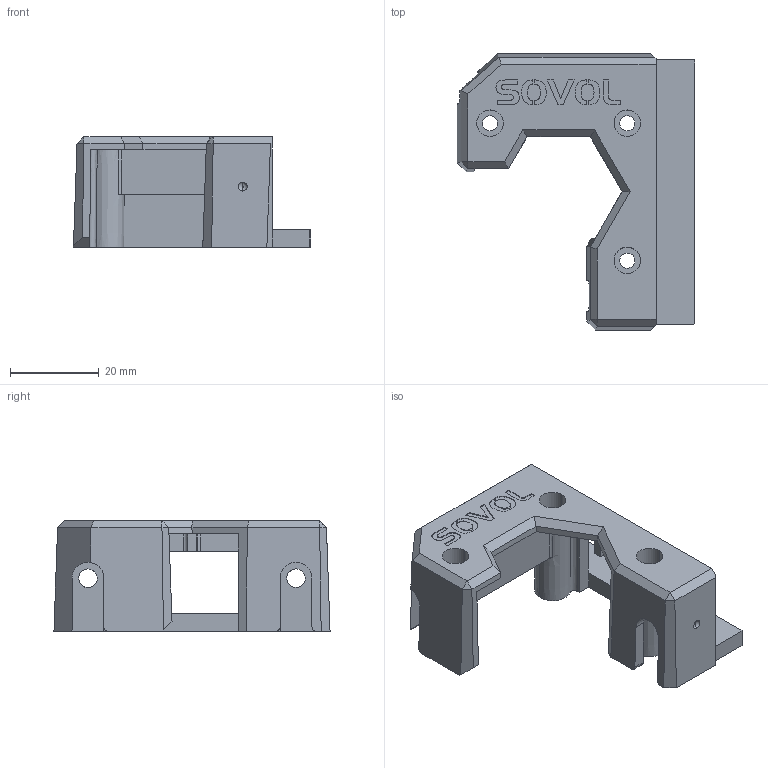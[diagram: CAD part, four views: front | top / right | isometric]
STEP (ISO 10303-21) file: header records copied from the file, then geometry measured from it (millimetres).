
FILE_DESCRIPTION (( 'STEP AP214' ), '1' );
FILE_NAME ('JXHSV06-03002-d X-axis motor mounting seat.step', '2023-06-08T06:46:18', ( '微软用户' ), ( '微软中国' ), 'SwSTEP 2.0', 'SolidWorks 2020', '' );
FILE_SCHEMA (( 'AUTOMOTIVE_DESIGN' ));
Length unit declared in the file: millimetre
Products named in the file (1): JXHSV06-03002-d X-axis motor mounting seat
Bounding box: 53.57 x 62.37 x 25 mm (x, y, z)
Volume: 16340.1 mm3; surface area: 13178.9 mm2
Topology: 4 solids, 4 shells, 298 faces, 826 edges, 547 vertices
Faces by surface type: plane 158, bspline 92, cylinder 37, cone 9, torus 2
Entity records: 11067 total; most frequent: CARTESIAN_POINT 3822, ORIENTED_EDGE 1652, DIRECTION 1092, EDGE_CURVE 826, VERTEX_POINT 547, LINE 520, VECTOR 520, EDGE_LOOP 327
